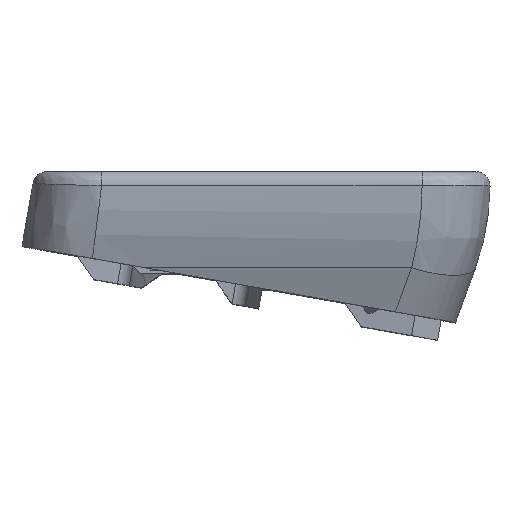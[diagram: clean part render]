
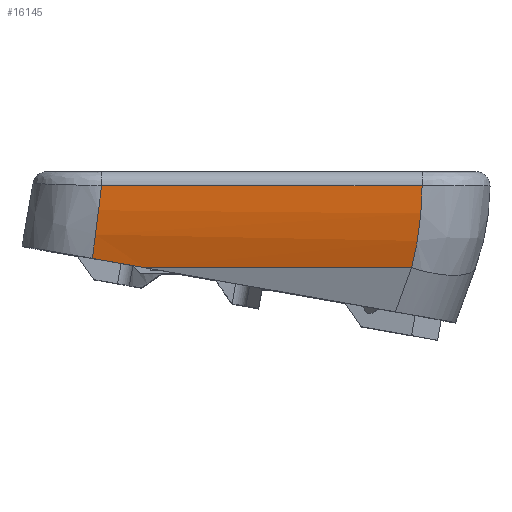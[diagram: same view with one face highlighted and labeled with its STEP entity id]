
A CAD part, top view. The second image highlights one B-rep face of the part: STEP entity #16145.
In plain terms, the highlighted cylindrical face has radius 50 mm (diameter 100 mm), a partial arc.
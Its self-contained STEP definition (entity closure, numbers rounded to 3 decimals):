
#151=B_SPLINE_CURVE_WITH_KNOTS('',3,(#39916,#39917,#39918,#39919),
 .UNSPECIFIED.,.F.,.F.,(4,4),(1.262,1.566),
 .UNSPECIFIED.);
#472=CYLINDRICAL_SURFACE('',#17488,50.);
#734=ELLIPSE('',#17487,61.612,50.);
#735=ELLIPSE('',#17489,287.939,50.);
#1452=FACE_OUTER_BOUND('',#2326,.T.);
#2326=EDGE_LOOP('',(#13654,#13655,#13656,#13657,#13658));
#3971=LINE('',#36578,#5624);
#4321=LINE('',#39915,#5974);
#5624=VECTOR('',#20302,10.);
#5974=VECTOR('',#21462,10.);
#7250=VERTEX_POINT('',#36574);
#7251=VERTEX_POINT('',#36576);
#7584=VERTEX_POINT('',#39902);
#7585=VERTEX_POINT('',#39912);
#7586=VERTEX_POINT('',#39914);
#9204=EDGE_CURVE('',#7250,#7251,#3971,.T.);
#9774=EDGE_CURVE('',#7584,#7251,#734,.T.);
#9775=EDGE_CURVE('',#7250,#7585,#735,.T.);
#9776=EDGE_CURVE('',#7586,#7584,#4321,.T.);
#9777=EDGE_CURVE('',#7585,#7586,#151,.T.);
#13654=ORIENTED_EDGE('',*,*,#9775,.F.);
#13655=ORIENTED_EDGE('',*,*,#9204,.T.);
#13656=ORIENTED_EDGE('',*,*,#9774,.F.);
#13657=ORIENTED_EDGE('',*,*,#9776,.F.);
#13658=ORIENTED_EDGE('',*,*,#9777,.F.);
#16145=ADVANCED_FACE('',(#1452),#472,.T.);
#17487=AXIS2_PLACEMENT_3D('',#39910,#21456,#21457);
#17488=AXIS2_PLACEMENT_3D('',#39911,#21458,#21459);
#17489=AXIS2_PLACEMENT_3D('',#39913,#21460,#21461);
#20302=DIRECTION('',(1.,0.,0.));
#21456=DIRECTION('center_axis',(0.812,0.,
-0.584));
#21457=DIRECTION('ref_axis',(0.584,0.,0.812));
#21458=DIRECTION('center_axis',(1.,0.,0.));
#21459=DIRECTION('ref_axis',(0.,-0.174,0.985));
#21460=DIRECTION('center_axis',(-0.174,-0.985,0.));
#21461=DIRECTION('ref_axis',(0.985,-0.174,0.));
#21462=DIRECTION('',(1.,0.,0.));
#36574=CARTESIAN_POINT('',(17.862,9.808,48.32));
#36576=CARTESIAN_POINT('',(72.924,9.808,48.32));
#36578=CARTESIAN_POINT('',(41.222,9.808,48.32));
#39902=CARTESIAN_POINT('',(75.095,26.687,51.335));
#39910=CARTESIAN_POINT('Origin',(39.095,26.909,1.335));
#39911=CARTESIAN_POINT('Origin',(41.222,26.909,1.335));
#39912=CARTESIAN_POINT('',(7.115,11.702,48.965));
#39913=CARTESIAN_POINT('Origin',(-79.123,26.909,1.335));
#39914=CARTESIAN_POINT('',(9.018,26.687,51.335));
#39915=CARTESIAN_POINT('',(41.222,26.687,51.335));
#39916=CARTESIAN_POINT('Ctrl Pts',(7.115,11.702,48.965));
#39917=CARTESIAN_POINT('Ctrl Pts',(7.729,16.539,50.507));
#39918=CARTESIAN_POINT('Ctrl Pts',(8.373,21.611,51.312));
#39919=CARTESIAN_POINT('Ctrl Pts',(9.018,26.687,51.335));
